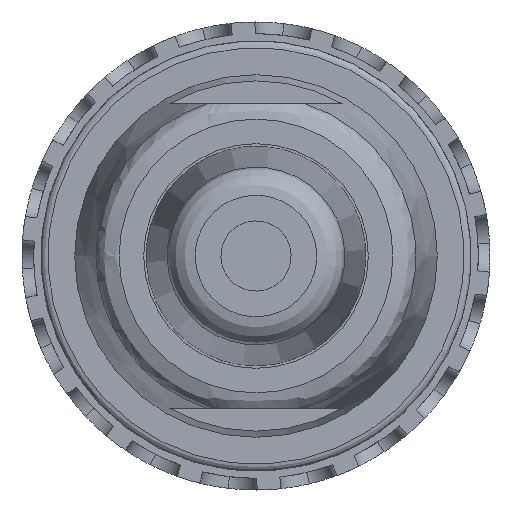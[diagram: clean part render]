
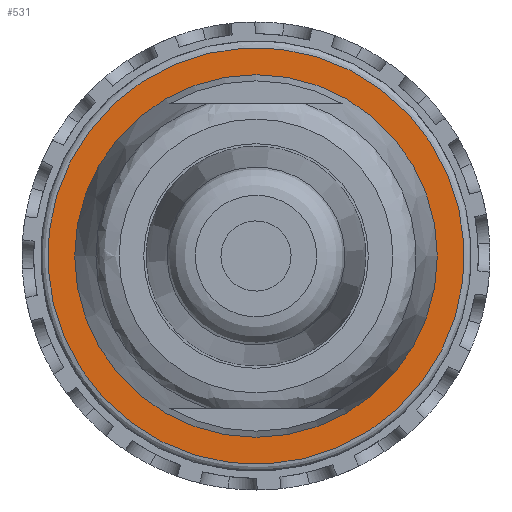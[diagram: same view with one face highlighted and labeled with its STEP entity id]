
A CAD part, front view. The second image highlights one B-rep face of the part: STEP entity #531.
In plain terms, the highlighted planar face has unit normal (0, -1, 0).
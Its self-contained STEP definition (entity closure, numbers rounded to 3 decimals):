
#531=ADVANCED_FACE('',(#1278,#1279),#693,.T.);
#693=PLANE('',#3443);
#1278=FACE_BOUND('',#1381,.T.);
#1279=FACE_BOUND('',#1382,.T.);
#1381=EDGE_LOOP('',(#1794));
#1382=EDGE_LOOP('',(#1795));
#1794=ORIENTED_EDGE('',*,*,#2904,.F.);
#1795=ORIENTED_EDGE('',*,*,#2919,.F.);
#2545=VERTEX_POINT('',#4751);
#2556=VERTEX_POINT('',#4839);
#2904=EDGE_CURVE('',#2545,#2545,#3276,.T.);
#2919=EDGE_CURVE('',#2556,#2556,#3283,.T.);
#3276=CIRCLE('',#3428,7.75);
#3283=CIRCLE('',#3442,8.9);
#3428=AXIS2_PLACEMENT_3D('',#4750,#3866,#3867);
#3442=AXIS2_PLACEMENT_3D('',#4838,#3896,#3897);
#3443=AXIS2_PLACEMENT_3D('',#4840,#3898,#3899);
#3866=DIRECTION('',(0.,-1.,0.));
#3867=DIRECTION('',(0.,0.,-1.));
#3896=DIRECTION('',(0.,1.,0.));
#3897=DIRECTION('',(-0.837,0.,-0.547));
#3898=DIRECTION('',(0.,-1.,0.));
#3899=DIRECTION('',(-0.547,0.,0.837));
#4750=CARTESIAN_POINT('',(21.985,-36.165,0.));
#4751=CARTESIAN_POINT('',(21.985,-36.165,-7.75));
#4838=CARTESIAN_POINT('',(21.985,-36.165,0.));
#4839=CARTESIAN_POINT('',(14.534,-36.165,-4.868));
#4840=CARTESIAN_POINT('',(34.393,-36.165,-2.602));
